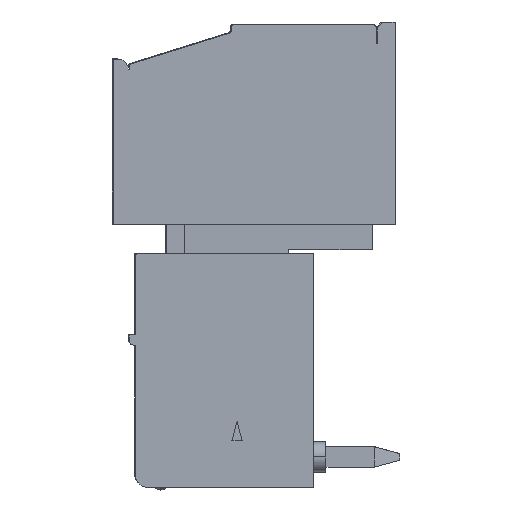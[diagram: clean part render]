
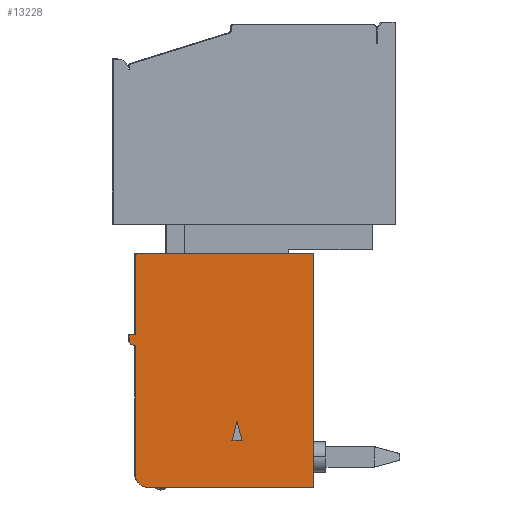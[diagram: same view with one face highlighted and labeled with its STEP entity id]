
A CAD part, left-side view. The second image highlights one B-rep face of the part: STEP entity #13228.
In plain terms, the highlighted planar face has unit normal (-1, 0, 0).
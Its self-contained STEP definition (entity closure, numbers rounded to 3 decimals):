
#71 = LINE ( 'NONE', #11148, #33001 ) ;
#449 = DIRECTION ( 'NONE',  ( 0., 0., -1. ) ) ;
#1314 = VERTEX_POINT ( 'NONE', #5952 ) ;
#1406 = VERTEX_POINT ( 'NONE', #35895 ) ;
#1850 = DIRECTION ( 'NONE',  ( 0., -0.259, 0.966 ) ) ;
#2272 = VERTEX_POINT ( 'NONE', #4564 ) ;
#3263 = VERTEX_POINT ( 'NONE', #6567 ) ;
#3289 = CARTESIAN_POINT ( 'NONE',  ( 0., 7.05, 0.6 ) ) ;
#3756 = CARTESIAN_POINT ( 'NONE',  ( 0., 7.05, 0.4 ) ) ;
#3902 = CARTESIAN_POINT ( 'NONE',  ( 0., 3., -2.6 ) ) ;
#4111 = ORIENTED_EDGE ( 'NONE', *, *, #22292, .F. ) ;
#4561 = VERTEX_POINT ( 'NONE', #29043 ) ;
#4564 = CARTESIAN_POINT ( 'NONE',  ( 0., 6.5, -5.2 ) ) ;
#5709 = CARTESIAN_POINT ( 'NONE',  ( 0., 6.5, -4.7 ) ) ;
#5952 = CARTESIAN_POINT ( 'NONE',  ( 0., 7., 0.4 ) ) ;
#6070 = CARTESIAN_POINT ( 'NONE',  ( 0., 5.25, -5.2 ) ) ;
#6567 = CARTESIAN_POINT ( 'NONE',  ( 0., 3.201, -3.35 ) ) ;
#6822 = VECTOR ( 'NONE', #449, 1000. ) ;
#6925 = DIRECTION ( 'NONE',  ( 0., 1., 0. ) ) ;
#7139 = LINE ( 'NONE', #21020, #8191 ) ;
#7269 = CARTESIAN_POINT ( 'NONE',  ( 0., 7., -5.2 ) ) ;
#7379 = FACE_BOUND ( 'NONE', #13602, .T. ) ;
#7522 = EDGE_CURVE ( 'NONE', #15655, #45439, #45976, .T. ) ;
#8191 = VECTOR ( 'NONE', #32581, 1000. ) ;
#8436 = CARTESIAN_POINT ( 'NONE',  ( 0., 0., 4. ) ) ;
#8562 = ORIENTED_EDGE ( 'NONE', *, *, #17319, .T. ) ;
#8704 = CARTESIAN_POINT ( 'NONE',  ( 0., 7., 0.8 ) ) ;
#9385 = CARTESIAN_POINT ( 'NONE',  ( 0., 0., -2.1 ) ) ;
#9725 = CARTESIAN_POINT ( 'NONE',  ( 0., 7.25, 0.8 ) ) ;
#9897 = EDGE_CURVE ( 'NONE', #17007, #32764, #17177, .T. ) ;
#10005 = DIRECTION ( 'NONE',  ( -1., 0., 0. ) ) ;
#10102 = VERTEX_POINT ( 'NONE', #8436 ) ;
#11148 = CARTESIAN_POINT ( 'NONE',  ( 0., 0., 4. ) ) ;
#11903 = AXIS2_PLACEMENT_3D ( 'NONE', #5709, #10005, #20588 ) ;
#11925 = EDGE_CURVE ( 'NONE', #18415, #4561, #23832, .T. ) ;
#12151 = CIRCLE ( 'NONE', #43021, 0.2 ) ;
#13228 = ADVANCED_FACE ( 'NONE', ( #7379, #24835 ), #18657, .T. ) ;
#13241 = DIRECTION ( 'NONE',  ( 0., -1., 0. ) ) ;
#13250 = VECTOR ( 'NONE', #21849, 1000. ) ;
#13349 = LINE ( 'NONE', #45598, #31747 ) ;
#13602 = EDGE_LOOP ( 'NONE', ( #32798, #41875, #31995 ) ) ;
#13864 = LINE ( 'NONE', #28230, #30046 ) ;
#15655 = VERTEX_POINT ( 'NONE', #9725 ) ;
#16898 = DIRECTION ( 'NONE',  ( 0., 0., 1. ) ) ;
#17007 = VERTEX_POINT ( 'NONE', #26179 ) ;
#17177 = CIRCLE ( 'NONE', #43478, 0.1 ) ;
#17319 = EDGE_CURVE ( 'NONE', #17007, #45439, #43531, .T. ) ;
#17417 = DIRECTION ( 'NONE',  ( 0., -1., 0. ) ) ;
#17672 = DIRECTION ( 'NONE',  ( 1., 0., 0. ) ) ;
#17909 = DIRECTION ( 'NONE',  ( 0., -0.259, -0.966 ) ) ;
#18415 = VERTEX_POINT ( 'NONE', #3902 ) ;
#18528 = ORIENTED_EDGE ( 'NONE', *, *, #45750, .T. ) ;
#18546 = LINE ( 'NONE', #7269, #41549 ) ;
#18657 = PLANE ( 'NONE',  #19260 ) ;
#19260 = AXIS2_PLACEMENT_3D ( 'NONE', #39189, #29279, #6925 ) ;
#20588 = DIRECTION ( 'NONE',  ( 0., -1., 0. ) ) ;
#20943 = CARTESIAN_POINT ( 'NONE',  ( 0., 6.9, 3.9 ) ) ;
#21020 = CARTESIAN_POINT ( 'NONE',  ( 0., 0., -3.35 ) ) ;
#21287 = ORIENTED_EDGE ( 'NONE', *, *, #26000, .F. ) ;
#21470 = EDGE_CURVE ( 'NONE', #4561, #3263, #7139, .T. ) ;
#21849 = DIRECTION ( 'NONE',  ( 0., 1., 0. ) ) ;
#22292 = EDGE_CURVE ( 'NONE', #1314, #24059, #13864, .T. ) ;
#23357 = CARTESIAN_POINT ( 'NONE',  ( 0., 6.9, 4. ) ) ;
#23453 = VECTOR ( 'NONE', #41162, 1000. ) ;
#23505 = VECTOR ( 'NONE', #1850, 1000. ) ;
#23832 = LINE ( 'NONE', #31597, #37259 ) ;
#24059 = VERTEX_POINT ( 'NONE', #3756 ) ;
#24631 = EDGE_CURVE ( 'NONE', #36451, #15655, #13349, .T. ) ;
#24835 = FACE_OUTER_BOUND ( 'NONE', #38924, .T. ) ;
#24965 = VECTOR ( 'NONE', #13241, 1000. ) ;
#24972 = DIRECTION ( 'NONE',  ( 1., 0., 0. ) ) ;
#25692 = CARTESIAN_POINT ( 'NONE',  ( 0., 7.25, 0.6 ) ) ;
#26000 = EDGE_CURVE ( 'NONE', #10102, #1406, #35044, .T. ) ;
#26179 = CARTESIAN_POINT ( 'NONE',  ( 0., 7., 3.9 ) ) ;
#26383 = CARTESIAN_POINT ( 'NONE',  ( 0., 3.201, -3.35 ) ) ;
#27065 = LINE ( 'NONE', #26383, #23505 ) ;
#28230 = CARTESIAN_POINT ( 'NONE',  ( 0., 7., 0.4 ) ) ;
#29043 = CARTESIAN_POINT ( 'NONE',  ( 0., 2.799, -3.35 ) ) ;
#29279 = DIRECTION ( 'NONE',  ( -1., 0., 0. ) ) ;
#30046 = VECTOR ( 'NONE', #45868, 1000. ) ;
#31173 = CARTESIAN_POINT ( 'NONE',  ( 0., 7., 0.8 ) ) ;
#31491 = CIRCLE ( 'NONE', #11903, 0.5 ) ;
#31575 = ORIENTED_EDGE ( 'NONE', *, *, #43667, .T. ) ;
#31597 = CARTESIAN_POINT ( 'NONE',  ( 0., 3., -2.6 ) ) ;
#31747 = VECTOR ( 'NONE', #16898, 1000. ) ;
#31995 = ORIENTED_EDGE ( 'NONE', *, *, #21470, .T. ) ;
#32049 = DIRECTION ( 'NONE',  ( 0., -1., 0. ) ) ;
#32581 = DIRECTION ( 'NONE',  ( 0., 1., 0. ) ) ;
#32764 = VERTEX_POINT ( 'NONE', #23357 ) ;
#32798 = ORIENTED_EDGE ( 'NONE', *, *, #45431, .T. ) ;
#32932 = DIRECTION ( 'NONE',  ( 0., 0., -1. ) ) ;
#33001 = VECTOR ( 'NONE', #42694, 1000. ) ;
#33281 = CARTESIAN_POINT ( 'NONE',  ( 0., 7., -4.7 ) ) ;
#35044 = LINE ( 'NONE', #9385, #23453 ) ;
#35895 = CARTESIAN_POINT ( 'NONE',  ( 0., 0., -5.2 ) ) ;
#36124 = ORIENTED_EDGE ( 'NONE', *, *, #43525, .T. ) ;
#36451 = VERTEX_POINT ( 'NONE', #25692 ) ;
#37259 = VECTOR ( 'NONE', #17909, 1000. ) ;
#37286 = EDGE_CURVE ( 'NONE', #24059, #36451, #12151, .T. ) ;
#37668 = VERTEX_POINT ( 'NONE', #33281 ) ;
#37734 = ORIENTED_EDGE ( 'NONE', *, *, #9897, .F. ) ;
#38365 = LINE ( 'NONE', #6070, #13250 ) ;
#38924 = EDGE_LOOP ( 'NONE', ( #36124, #40722, #21287, #31575, #37734, #8562, #44172, #42931, #41580, #4111, #18528 ) ) ;
#39189 = CARTESIAN_POINT ( 'NONE',  ( 0., 0., -5.2 ) ) ;
#40722 = ORIENTED_EDGE ( 'NONE', *, *, #41801, .F. ) ;
#41162 = DIRECTION ( 'NONE',  ( 0., 0., -1. ) ) ;
#41549 = VECTOR ( 'NONE', #32932, 1000. ) ;
#41580 = ORIENTED_EDGE ( 'NONE', *, *, #37286, .F. ) ;
#41801 = EDGE_CURVE ( 'NONE', #1406, #2272, #38365, .T. ) ;
#41875 = ORIENTED_EDGE ( 'NONE', *, *, #11925, .T. ) ;
#42694 = DIRECTION ( 'NONE',  ( 0., 1., 0. ) ) ;
#42931 = ORIENTED_EDGE ( 'NONE', *, *, #24631, .F. ) ;
#43021 = AXIS2_PLACEMENT_3D ( 'NONE', #3289, #17672, #32049 ) ;
#43478 = AXIS2_PLACEMENT_3D ( 'NONE', #20943, #24972, #17417 ) ;
#43525 = EDGE_CURVE ( 'NONE', #37668, #2272, #31491, .T. ) ;
#43531 = LINE ( 'NONE', #44450, #6822 ) ;
#43667 = EDGE_CURVE ( 'NONE', #10102, #32764, #71, .T. ) ;
#44172 = ORIENTED_EDGE ( 'NONE', *, *, #7522, .F. ) ;
#44450 = CARTESIAN_POINT ( 'NONE',  ( 0., 7., -5.2 ) ) ;
#45431 = EDGE_CURVE ( 'NONE', #3263, #18415, #27065, .T. ) ;
#45439 = VERTEX_POINT ( 'NONE', #8704 ) ;
#45598 = CARTESIAN_POINT ( 'NONE',  ( 0., 7.25, 0.6 ) ) ;
#45750 = EDGE_CURVE ( 'NONE', #1314, #37668, #18546, .T. ) ;
#45868 = DIRECTION ( 'NONE',  ( 0., 1., 0. ) ) ;
#45976 = LINE ( 'NONE', #31173, #24965 ) ;
